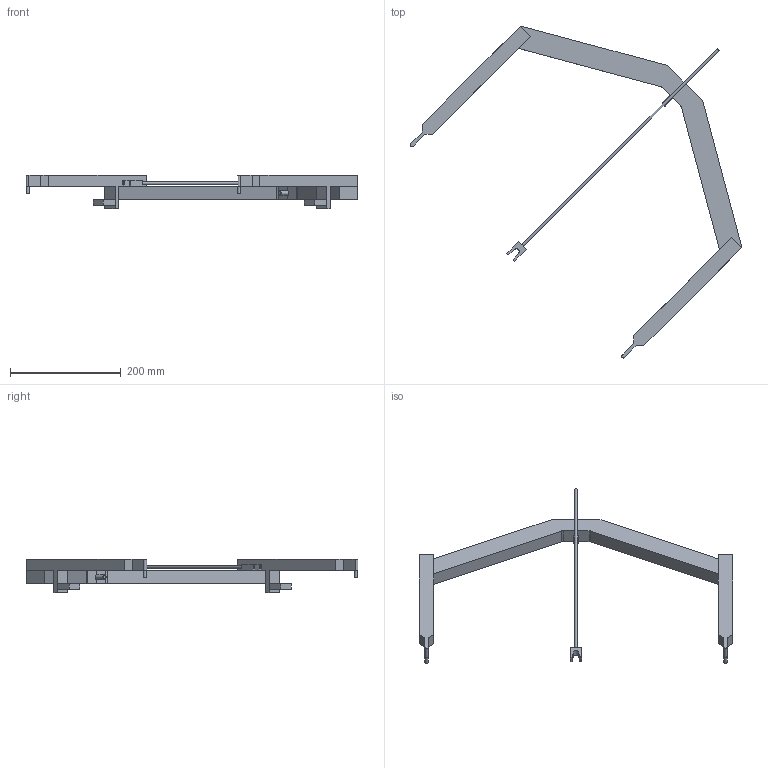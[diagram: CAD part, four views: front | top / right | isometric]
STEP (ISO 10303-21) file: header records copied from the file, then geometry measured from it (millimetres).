
FILE_DESCRIPTION(/* description */ (''),/* implementation_level */ '2;1');
FILE_NAME(/* name */ 'presa_specchio_x1.stp',/* time_stamp */ '2013-07-12T11:01:24+02:00',/* author */ (''),/* organization */ (''),/* preprocessor_version */ 'ST-DEVELOPER v14',/* originating_system */ 'SIEMENS PLM Software NX 8.0',/* authorisation */ '');
FILE_SCHEMA (('CONFIG_CONTROL_DESIGN'));
Length unit declared in the file: millimetre
Products named in the file (6): spina D8x35; mirror spacer; connecting bar; mirror stopper; mirror lifting tool; MIRROR LIFTING TOOL ASB
Assembly tree (7 placements, depth 2):
  MIRROR LIFTING TOOL ASB
    mirror lifting tool  x2
    mirror stopper  x2
    connecting bar
    mirror spacer
    spina D8x35
Bounding box: 599.38 x 599.75 x 60 mm (x, y, z)
Volume: 933832.2 mm3; surface area: 161204.4 mm2
Topology: 8 solids, 8 shells, 99 faces, 241 edges, 159 vertices
Faces by surface type: plane 76, cylinder 17, cone 4, extrusion 2
Full cylindrical faces by diameter (mm): 4.2 x2, 5 x1, 6 x2, 8 x1
Entity records: 2667 total; most frequent: DIRECTION 348, CARTESIAN_POINT 343, ORIENTED_EDGE 314, EDGE_CURVE 157, VECTOR 126, LINE 124, AXIS2_PLACEMENT_3D 111, VERTEX_POINT 108
